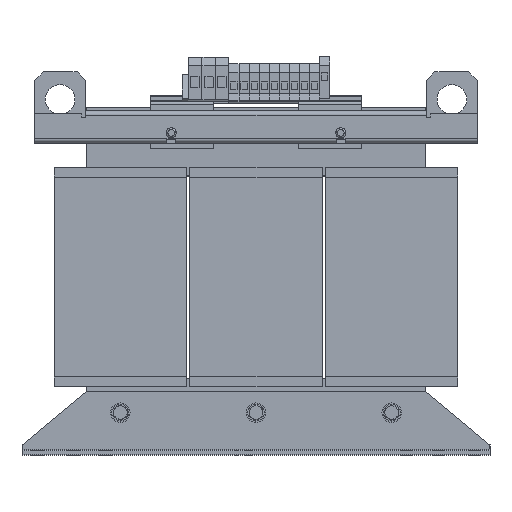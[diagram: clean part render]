
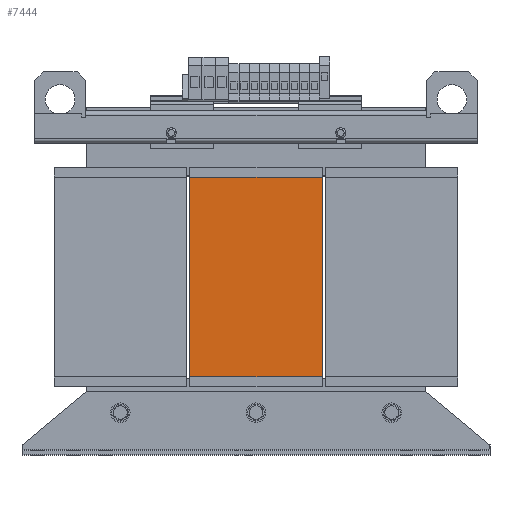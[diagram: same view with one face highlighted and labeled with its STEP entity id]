
A CAD part, top view. The second image highlights one B-rep face of the part: STEP entity #7444.
In plain terms, the highlighted planar face has unit normal (0, 0, 1).
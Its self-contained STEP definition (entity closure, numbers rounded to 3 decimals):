
#1998 = FACE_OUTER_BOUND ( 'NONE', #11675, .T. ) ;
#2772 = LINE ( 'NONE', #15609, #31759 ) ;
#3181 = AXIS2_PLACEMENT_3D ( 'NONE', #23009, #9653, #33924 ) ;
#3501 = VERTEX_POINT ( 'NONE', #4968 ) ;
#3879 = PLANE ( 'NONE',  #3181 ) ;
#4733 = CARTESIAN_POINT ( 'NONE',  ( -78., 117.8, 92. ) ) ;
#4890 = ORIENTED_EDGE ( 'NONE', *, *, #19399, .T. ) ;
#4968 = CARTESIAN_POINT ( 'NONE',  ( 78., 117.8, 92. ) ) ;
#7110 = LINE ( 'NONE', #15938, #33969 ) ;
#7444 = ADVANCED_FACE ( 'Defeature ausgef�hrt2_58', ( #1998 ), #3879, .F. ) ;
#7871 = LINE ( 'NONE', #9678, #25075 ) ;
#8599 = LINE ( 'NONE', #28952, #14048 ) ;
#9653 = DIRECTION ( 'NONE',  ( 0., 0., -1. ) ) ;
#9678 = CARTESIAN_POINT ( 'NONE',  ( 78., 117.8, 92. ) ) ;
#9725 = VERTEX_POINT ( 'NONE', #27431 ) ;
#9872 = DIRECTION ( 'NONE',  ( 0., -1., 0. ) ) ;
#11675 = EDGE_LOOP ( 'NONE', ( #4890, #32488, #24205, #25887 ) ) ;
#12880 = VERTEX_POINT ( 'NONE', #4733 ) ;
#13981 = EDGE_CURVE ( 'Defeature ausgef�hrt2_59+Defeature ausgef�hrt2_58+Defeature ausgef�hrt2_60+Defeature ausgef�hrt2_61', #21541, #9725, #7110, .T. ) ;
#14048 = VECTOR ( 'NONE', #18239, 1000. ) ;
#15609 = CARTESIAN_POINT ( 'NONE',  ( -78., 0., 92. ) ) ;
#15813 = DIRECTION ( 'NONE',  ( -1., 0., 0. ) ) ;
#15938 = CARTESIAN_POINT ( 'NONE',  ( 78., -117.8, 92. ) ) ;
#18239 = DIRECTION ( 'NONE',  ( 0., -1., 0. ) ) ;
#18765 = EDGE_CURVE ( 'Defeature ausgef�hrt2_58+Defeature ausgef�hrt2_57+Defeature ausgef�hrt2_60+Defeature ausgef�hrt2_61', #3501, #12880, #7871, .T. ) ;
#19399 = EDGE_CURVE ( 'Defeature ausgef�hrt2_58+Defeature ausgef�hrt2_61+Defeature ausgef�hrt2_57+Defeature ausgef�hrt2_59', #12880, #9725, #2772, .T. ) ;
#21541 = VERTEX_POINT ( 'NONE', #25251 ) ;
#23009 = CARTESIAN_POINT ( 'NONE',  ( 78., 0., 92. ) ) ;
#24205 = ORIENTED_EDGE ( 'NONE', *, *, #33784, .F. ) ;
#25075 = VECTOR ( 'NONE', #33713, 1000. ) ;
#25251 = CARTESIAN_POINT ( 'NONE',  ( 78., -117.8, 92. ) ) ;
#25887 = ORIENTED_EDGE ( 'NONE', *, *, #18765, .T. ) ;
#27431 = CARTESIAN_POINT ( 'NONE',  ( -78., -117.8, 92. ) ) ;
#28952 = CARTESIAN_POINT ( 'NONE',  ( 78., 0., 92. ) ) ;
#31759 = VECTOR ( 'NONE', #9872, 1000. ) ;
#32488 = ORIENTED_EDGE ( 'NONE', *, *, #13981, .F. ) ;
#33713 = DIRECTION ( 'NONE',  ( -1., 0., 0. ) ) ;
#33784 = EDGE_CURVE ( 'Defeature ausgef�hrt2_60+Defeature ausgef�hrt2_58+Defeature ausgef�hrt2_57+Defeature ausgef�hrt2_59', #3501, #21541, #8599, .T. ) ;
#33924 = DIRECTION ( 'NONE',  ( 0., 1., 0. ) ) ;
#33969 = VECTOR ( 'NONE', #15813, 1000. ) ;
